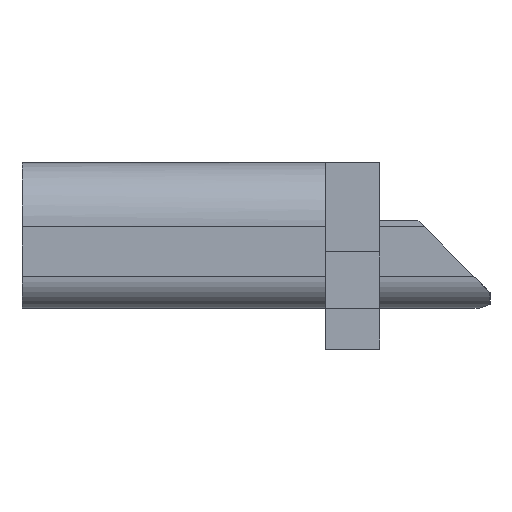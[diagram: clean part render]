
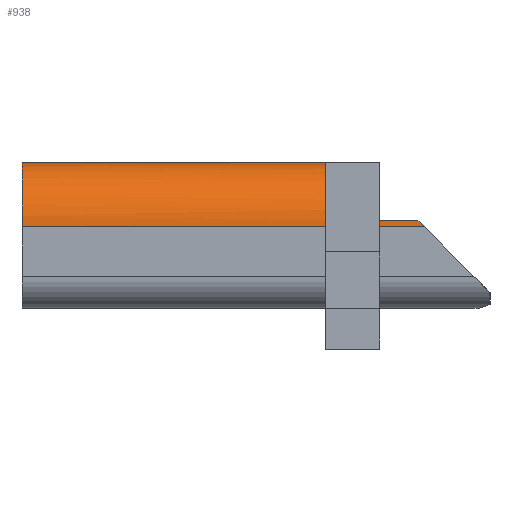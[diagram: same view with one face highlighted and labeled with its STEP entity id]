
A CAD part, left-side view. The second image highlights one B-rep face of the part: STEP entity #938.
In plain terms, the highlighted cylindrical face has radius 2.007 mm (diameter 4.013 mm), a partial arc.
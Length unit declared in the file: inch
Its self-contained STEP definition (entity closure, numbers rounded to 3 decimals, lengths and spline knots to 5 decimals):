
#26 = ORIENTED_EDGE ( 'NONE', *, *, #4265, .T. ) ;
#427 = CARTESIAN_POINT ( 'NONE',  ( -0.60959, 0.02181, 0.38235 ) ) ;
#476 = VERTEX_POINT ( 'NONE', #427 ) ;
#623 = CARTESIAN_POINT ( 'NONE',  ( -0.61, 0.01381, 0.37435 ) ) ;
#716 = CARTESIAN_POINT ( 'NONE',  ( -0.531, 0.51081, 0.37435 ) ) ;
#804 = DIRECTION ( 'NONE',  ( 0., 0., -1. ) ) ;
#932 = FACE_OUTER_BOUND ( 'NONE', #3185, .T. ) ;
#938 = ADVANCED_FACE ( 'NONE', ( #932 ), #6222, .T. ) ;
#945 = DIRECTION ( 'NONE',  ( 0., -1., 0. ) ) ;
#1167 = ORIENTED_EDGE ( 'NONE', *, *, #5309, .T. ) ;
#1268 = AXIS2_PLACEMENT_3D ( 'NONE', #6078, #3083, #6588 ) ;
#1487 = CARTESIAN_POINT ( 'NONE',  ( -0.61, 0.01381, 0.37435 ) ) ;
#1677 = LINE ( 'NONE', #4063, #2858 ) ;
#1678 = CARTESIAN_POINT ( 'NONE',  ( -0.60959, 0.02181, 0.38235 ) ) ;
#1713 = ORIENTED_EDGE ( 'NONE', *, *, #6194, .T. ) ;
#1775 = ORIENTED_EDGE ( 'NONE', *, *, #6035, .F. ) ;
#1945 = ORIENTED_EDGE ( 'NONE', *, *, #4843, .F. ) ;
#2098 = LINE ( 'NONE', #5010, #4600 ) ;
#2822 = LINE ( 'NONE', #5043, #6510 ) ;
#2858 = VECTOR ( 'NONE', #5024, 39.37008 ) ;
#3054 = DIRECTION ( 'NONE',  ( 0., -1., 0. ) ) ;
#3083 = DIRECTION ( 'NONE',  ( 0., -1., 0. ) ) ;
#3175 = CARTESIAN_POINT ( 'NONE',  ( -0.61, 0.01649, 0.37702 ) ) ;
#3185 = EDGE_LOOP ( 'NONE', ( #1167, #5570, #1713, #1775, #1945, #26 ) ) ;
#3632 =( BOUNDED_CURVE ( )  B_SPLINE_CURVE ( 3, ( #623, #3175, #4678, #1678 ),
 .UNSPECIFIED., .F., .F. ) 
 B_SPLINE_CURVE_WITH_KNOTS ( ( 4, 4 ),
 ( 1.5708, 1.67224 ),
 .UNSPECIFIED. ) 
 CURVE ( )  GEOMETRIC_REPRESENTATION_ITEM ( )  RATIONAL_B_SPLINE_CURVE ( ( 1., 0.999, 0.999, 1. ) ) 
 REPRESENTATION_ITEM ( '' )  );
#3955 = CIRCLE ( 'NONE', #4585, 0.079 ) ;
#3975 = CARTESIAN_POINT ( 'NONE',  ( -0.531, 0.13581, 0.37435 ) ) ;
#4063 = CARTESIAN_POINT ( 'NONE',  ( -0.60959, 0.51081, 0.38235 ) ) ;
#4229 = VERTEX_POINT ( 'NONE', #1487 ) ;
#4265 = EDGE_CURVE ( 'NONE', #4787, #5094, #5327, .T. ) ;
#4369 = CARTESIAN_POINT ( 'NONE',  ( -0.452, 0.13581, 0.37435 ) ) ;
#4469 = DIRECTION ( 'NONE',  ( 0., 0., 1. ) ) ;
#4585 = AXIS2_PLACEMENT_3D ( 'NONE', #3975, #945, #4469 ) ;
#4586 = DIRECTION ( 'NONE',  ( 0., -1., 0. ) ) ;
#4600 = VECTOR ( 'NONE', #3054, 39.37008 ) ;
#4678 = CARTESIAN_POINT ( 'NONE',  ( -0.60986, 0.01916, 0.37969 ) ) ;
#4787 = VERTEX_POINT ( 'NONE', #6058 ) ;
#4843 = EDGE_CURVE ( 'NONE', #4787, #5235, #2822, .T. ) ;
#4883 = CARTESIAN_POINT ( 'NONE',  ( -0.60959, 0.13581, 0.38235 ) ) ;
#5010 = CARTESIAN_POINT ( 'NONE',  ( -0.61, 0.51081, 0.37435 ) ) ;
#5024 = DIRECTION ( 'NONE',  ( 0., 1., 0. ) ) ;
#5043 = CARTESIAN_POINT ( 'NONE',  ( -0.452, 0.51081, 0.37435 ) ) ;
#5094 = VERTEX_POINT ( 'NONE', #5682 ) ;
#5235 = VERTEX_POINT ( 'NONE', #4369 ) ;
#5309 = EDGE_CURVE ( 'NONE', #5094, #4229, #2098, .T. ) ;
#5327 = CIRCLE ( 'NONE', #1268, 0.079 ) ;
#5570 = ORIENTED_EDGE ( 'NONE', *, *, #5654, .T. ) ;
#5654 = EDGE_CURVE ( 'NONE', #4229, #476, #3632, .T. ) ;
#5682 = CARTESIAN_POINT ( 'NONE',  ( -0.61, 0.51081, 0.37435 ) ) ;
#5876 = VERTEX_POINT ( 'NONE', #4883 ) ;
#6035 = EDGE_CURVE ( 'NONE', #5235, #5876, #3955, .T. ) ;
#6058 = CARTESIAN_POINT ( 'NONE',  ( -0.452, 0.51081, 0.37435 ) ) ;
#6078 = CARTESIAN_POINT ( 'NONE',  ( -0.531, 0.51081, 0.37435 ) ) ;
#6194 = EDGE_CURVE ( 'NONE', #476, #5876, #1677, .T. ) ;
#6222 = CYLINDRICAL_SURFACE ( 'NONE', #6366, 0.079 ) ;
#6366 = AXIS2_PLACEMENT_3D ( 'NONE', #716, #6376, #804 ) ;
#6376 = DIRECTION ( 'NONE',  ( 0., -1., 0. ) ) ;
#6510 = VECTOR ( 'NONE', #4586, 39.37008 ) ;
#6588 = DIRECTION ( 'NONE',  ( 0., 0., -1. ) ) ;
